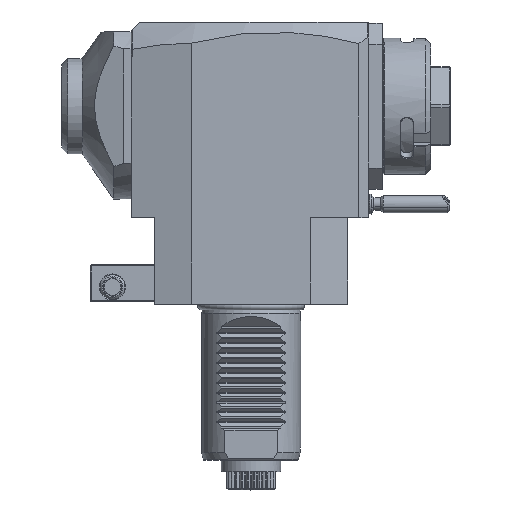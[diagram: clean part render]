
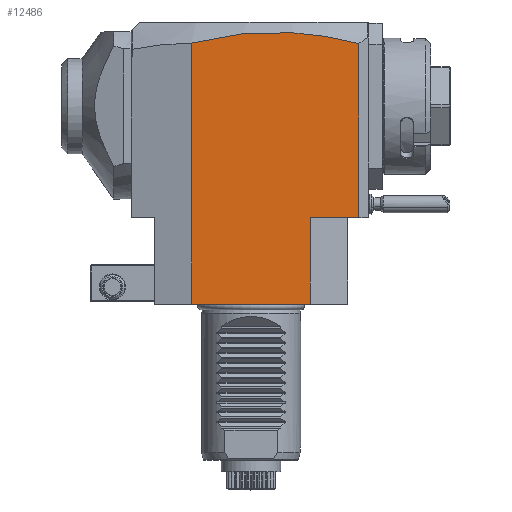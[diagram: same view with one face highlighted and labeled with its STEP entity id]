
A CAD part, top view. The second image highlights one B-rep face of the part: STEP entity #12486.
In plain terms, the highlighted planar face has unit normal (0, 0, 1).
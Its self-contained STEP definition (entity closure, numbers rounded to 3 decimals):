
#17=DIRECTION('',(-1.,0.,0.));
#18=VECTOR('',#17,48.);
#19=CARTESIAN_POINT('',(24.,0.,37.5));
#20=LINE('',#19,#18);
#81=DIRECTION('',(0.,-1.,0.));
#82=VECTOR('',#81,70.258);
#83=CARTESIAN_POINT('',(43.5,105.258,37.5));
#84=LINE('',#83,#82);
#85=DIRECTION('',(-1.,0.,0.));
#86=VECTOR('',#85,19.5);
#87=CARTESIAN_POINT('',(43.5,35.,37.5));
#88=LINE('',#87,#86);
#89=CARTESIAN_POINT('',(-24.,105.435,37.5));
#90=CARTESIAN_POINT('',(-18.371,106.939,37.5));
#91=CARTESIAN_POINT('',(-7.115,109.162,37.5));
#92=CARTESIAN_POINT('',(9.762,110.233,37.5));
#93=CARTESIAN_POINT('',(26.635,109.072,37.5));
#94=CARTESIAN_POINT('',(37.879,106.791,37.5));
#95=CARTESIAN_POINT('',(43.5,105.258,37.5));
#2275=DIRECTION('',(0.,-1.,0.));
#2276=VECTOR('',#2275,105.435);
#2277=CARTESIAN_POINT('',(-24.,105.435,37.5));
#2278=LINE('',#2277,#2276);
#5063=DIRECTION('',(0.,1.,0.));
#5064=VECTOR('',#5063,35.);
#5065=CARTESIAN_POINT('',(24.,0.,37.5));
#5066=LINE('',#5065,#5064);
#11623=VERTEX_POINT('',#89);
#11624=VERTEX_POINT('',#95);
#11972=CARTESIAN_POINT('',(43.5,35.,37.5));
#11973=VERTEX_POINT('',#11972);
#12013=CARTESIAN_POINT('',(24.,0.,37.5));
#12014=VERTEX_POINT('',#12013);
#12015=CARTESIAN_POINT('',(-24.,0.,37.5));
#12016=VERTEX_POINT('',#12015);
#12381=CARTESIAN_POINT('',(24.,35.,37.5));
#12382=VERTEX_POINT('',#12381);
#12469=CARTESIAN_POINT('',(-39.202,35.,37.5));
#12470=DIRECTION('',(0.,0.,1.));
#12471=DIRECTION('',(1.,0.,0.));
#12472=AXIS2_PLACEMENT_3D('',#12469,#12470,#12471);
#12473=PLANE('',#12472);
#12475=ORIENTED_EDGE('',*,*,#12474,.T.);
#12476=ORIENTED_EDGE('',*,*,#12451,.T.);
#12478=ORIENTED_EDGE('',*,*,#12477,.F.);
#12479=ORIENTED_EDGE('',*,*,#12398,.T.);
#12481=ORIENTED_EDGE('',*,*,#12480,.F.);
#12483=ORIENTED_EDGE('',*,*,#12482,.T.);
#12484=EDGE_LOOP('',(#12475,#12476,#12478,#12479,#12481,#12483));
#12485=FACE_OUTER_BOUND('',#12484,.F.);
#96=B_SPLINE_CURVE_WITH_KNOTS('',3,(#89,#90,#91,#92,#93,#94,#95),.UNSPECIFIED.,
.F.,.F.,(4,1,1,1,4),(0.,0.25,0.5,0.75,1.),.UNSPECIFIED.);
#12398=EDGE_CURVE('',#12014,#12016,#20,.T.);
#12451=EDGE_CURVE('',#11973,#12382,#88,.T.);
#12474=EDGE_CURVE('',#11624,#11973,#84,.T.);
#12477=EDGE_CURVE('',#12014,#12382,#5066,.T.);
#12480=EDGE_CURVE('',#11623,#12016,#2278,.T.);
#12482=EDGE_CURVE('',#11623,#11624,#96,.T.);
#12486=ADVANCED_FACE('',(#12485),#12473,.T.);
